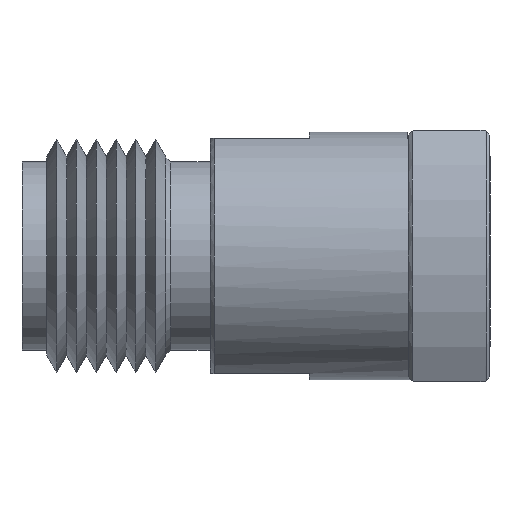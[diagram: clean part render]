
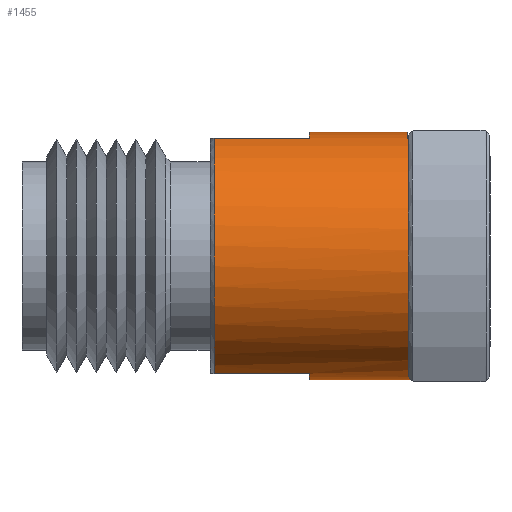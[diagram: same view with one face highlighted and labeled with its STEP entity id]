
A CAD part, front view. The second image highlights one B-rep face of the part: STEP entity #1455.
In plain terms, the highlighted cylindrical face has radius 2.5 mm (diameter 5 mm), a partial arc.
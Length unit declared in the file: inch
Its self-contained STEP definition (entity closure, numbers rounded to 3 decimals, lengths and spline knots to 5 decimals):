
#5 = CIRCLE ( 'NONE', #2591, 0.09843 ) ;
#31 = DIRECTION ( 'NONE',  ( -1., 0., 0. ) ) ;
#49 = EDGE_LOOP ( 'NONE', ( #626, #198, #1294, #63, #1591, #323, #2522, #1529, #1580, #2150, #1966 ) ) ;
#63 = ORIENTED_EDGE ( 'NONE', *, *, #1188, .T. ) ;
#165 = DIRECTION ( 'NONE',  ( 0., 0., 1. ) ) ;
#187 = FACE_OUTER_BOUND ( 'NONE', #49, .T. ) ;
#198 = ORIENTED_EDGE ( 'NONE', *, *, #1811, .T. ) ;
#233 = LINE ( 'NONE', #1042, #2182 ) ;
#236 = LINE ( 'NONE', #1627, #313 ) ;
#262 = CIRCLE ( 'NONE', #1958, 0.09843 ) ;
#281 = CARTESIAN_POINT ( 'NONE',  ( -0.13391, 0., 0. ) ) ;
#304 = VERTEX_POINT ( 'NONE', #421 ) ;
#313 = VECTOR ( 'NONE', #1616, 39.37008 ) ;
#317 = EDGE_CURVE ( 'NONE', #2353, #1325, #2044, .T. ) ;
#323 = ORIENTED_EDGE ( 'NONE', *, *, #950, .T. ) ;
#358 = CARTESIAN_POINT ( 'NONE',  ( -0.05517, -0.02143, -0.09606 ) ) ;
#405 = LINE ( 'NONE', #1027, #2306 ) ;
#415 = CARTESIAN_POINT ( 'NONE',  ( -0.13391, 0., 0. ) ) ;
#421 = CARTESIAN_POINT ( 'NONE',  ( -0.05617, 0., 0.09843 ) ) ;
#440 = VERTEX_POINT ( 'NONE', #2383 ) ;
#449 = DIRECTION ( 'NONE',  ( 0., 0., 1. ) ) ;
#459 = CARTESIAN_POINT ( 'NONE',  ( -0.2095, -0.03074, -0.0935 ) ) ;
#532 = EDGE_CURVE ( 'NONE', #304, #2406, #262, .T. ) ;
#558 = CARTESIAN_POINT ( 'NONE',  ( -0.67015, 0., 0. ) ) ;
#626 = ORIENTED_EDGE ( 'NONE', *, *, #797, .F. ) ;
#662 = DIRECTION ( 'NONE',  ( -1., 0., 0. ) ) ;
#733 = CARTESIAN_POINT ( 'NONE',  ( -0.13391, -0.03074, 0.0935 ) ) ;
#752 = CIRCLE ( 'NONE', #1382, 0.09843 ) ;
#775 = CARTESIAN_POINT ( 'NONE',  ( -0.0536, -0.01439, -0.09763 ) ) ;
#797 = EDGE_CURVE ( 'NONE', #1332, #2394, #233, .T. ) ;
#892 = EDGE_CURVE ( 'NONE', #2326, #1884, #948, .T. ) ;
#948 = LINE ( 'NONE', #1744, #2134 ) ;
#950 = EDGE_CURVE ( 'NONE', #304, #1783, #405, .T. ) ;
#1013 = EDGE_CURVE ( 'NONE', #2394, #2326, #2426, .T. ) ;
#1027 = CARTESIAN_POINT ( 'NONE',  ( -0.67015, 0., 0.09843 ) ) ;
#1042 = CARTESIAN_POINT ( 'NONE',  ( -0.67015, 0., -0.09843 ) ) ;
#1086 = DIRECTION ( 'NONE',  ( 1., 0., 0. ) ) ;
#1126 = EDGE_CURVE ( 'NONE', #2282, #1783, #5, .T. ) ;
#1137 =( BOUNDED_CURVE ( )  B_SPLINE_CURVE ( 3, ( #2579, #2593, #775, #358 ),
 .UNSPECIFIED., .F., .T. ) 
 B_SPLINE_CURVE_WITH_KNOTS ( ( 4, 4 ),
 ( 3.14159, 3.36112 ),
 .UNSPECIFIED. ) 
 CURVE ( )  GEOMETRIC_REPRESENTATION_ITEM ( )  RATIONAL_B_SPLINE_CURVE ( ( 1., 0.996, 0.996, 1. ) ) 
 REPRESENTATION_ITEM ( '' )  );
#1188 = EDGE_CURVE ( 'NONE', #1325, #2406, #1335, .T. ) ;
#1218 = CARTESIAN_POINT ( 'NONE',  ( -0.05517, 0., 0. ) ) ;
#1248 = DIRECTION ( 'NONE',  ( -1., 0., 0. ) ) ;
#1270 = CARTESIAN_POINT ( 'NONE',  ( -0.05517, -0.02143, -0.09606 ) ) ;
#1276 = AXIS2_PLACEMENT_3D ( 'NONE', #415, #1606, #165 ) ;
#1294 = ORIENTED_EDGE ( 'NONE', *, *, #317, .T. ) ;
#1325 = VERTEX_POINT ( 'NONE', #2123 ) ;
#1332 = VERTEX_POINT ( 'NONE', #2529 ) ;
#1335 = LINE ( 'NONE', #1348, #1956 ) ;
#1348 = CARTESIAN_POINT ( 'NONE',  ( -0.67015, -0.0295, 0.0939 ) ) ;
#1374 = DIRECTION ( 'NONE',  ( -1., 0., 0. ) ) ;
#1382 = AXIS2_PLACEMENT_3D ( 'NONE', #2075, #662, #2506 ) ;
#1437 = CARTESIAN_POINT ( 'NONE',  ( -0.13391, 0., -0.09843 ) ) ;
#1455 = ADVANCED_FACE ( 'NONE', ( #187 ), #2377, .T. ) ;
#1529 = ORIENTED_EDGE ( 'NONE', *, *, #1926, .F. ) ;
#1532 = DIRECTION ( 'NONE',  ( 0., 0., -1. ) ) ;
#1564 = DIRECTION ( 'NONE',  ( 0., 0., 1. ) ) ;
#1580 = ORIENTED_EDGE ( 'NONE', *, *, #2396, .F. ) ;
#1591 = ORIENTED_EDGE ( 'NONE', *, *, #532, .F. ) ;
#1606 = DIRECTION ( 'NONE',  ( -1., 0., 0. ) ) ;
#1616 = DIRECTION ( 'NONE',  ( 1., 0., 0. ) ) ;
#1627 = CARTESIAN_POINT ( 'NONE',  ( -0.67015, -0.03074, 0.0935 ) ) ;
#1635 = DIRECTION ( 'NONE',  ( 0., 0., 1. ) ) ;
#1744 = CARTESIAN_POINT ( 'NONE',  ( -0.67015, -0.03074, -0.0935 ) ) ;
#1783 = VERTEX_POINT ( 'NONE', #1986 ) ;
#1811 = EDGE_CURVE ( 'NONE', #1332, #2353, #1137, .T. ) ;
#1851 = CARTESIAN_POINT ( 'NONE',  ( -0.13391, -0.03074, -0.0935 ) ) ;
#1884 = VERTEX_POINT ( 'NONE', #459 ) ;
#1926 = EDGE_CURVE ( 'NONE', #440, #2282, #236, .T. ) ;
#1956 = VECTOR ( 'NONE', #2140, 39.37008 ) ;
#1958 = AXIS2_PLACEMENT_3D ( 'NONE', #2158, #1086, #1532 ) ;
#1966 = ORIENTED_EDGE ( 'NONE', *, *, #1013, .F. ) ;
#1986 = CARTESIAN_POINT ( 'NONE',  ( -0.13391, 0., 0.09843 ) ) ;
#2044 = CIRCLE ( 'NONE', #2299, 0.09843 ) ;
#2075 = CARTESIAN_POINT ( 'NONE',  ( -0.2095, 0., 0. ) ) ;
#2123 = CARTESIAN_POINT ( 'NONE',  ( -0.05517, -0.0295, 0.0939 ) ) ;
#2134 = VECTOR ( 'NONE', #2171, 39.37008 ) ;
#2140 = DIRECTION ( 'NONE',  ( -1., 0., 0. ) ) ;
#2150 = ORIENTED_EDGE ( 'NONE', *, *, #892, .F. ) ;
#2158 = CARTESIAN_POINT ( 'NONE',  ( -0.05617, 0., 0. ) ) ;
#2171 = DIRECTION ( 'NONE',  ( -1., 0., 0. ) ) ;
#2177 = AXIS2_PLACEMENT_3D ( 'NONE', #558, #2583, #1564 ) ;
#2182 = VECTOR ( 'NONE', #31, 39.37008 ) ;
#2277 = DIRECTION ( 'NONE',  ( -1., 0., 0. ) ) ;
#2282 = VERTEX_POINT ( 'NONE', #733 ) ;
#2284 = CARTESIAN_POINT ( 'NONE',  ( -0.05617, -0.0295, 0.0939 ) ) ;
#2299 = AXIS2_PLACEMENT_3D ( 'NONE', #1218, #2277, #449 ) ;
#2306 = VECTOR ( 'NONE', #1374, 39.37008 ) ;
#2326 = VERTEX_POINT ( 'NONE', #1851 ) ;
#2353 = VERTEX_POINT ( 'NONE', #1270 ) ;
#2377 = CYLINDRICAL_SURFACE ( 'NONE', #2177, 0.09843 ) ;
#2383 = CARTESIAN_POINT ( 'NONE',  ( -0.2095, -0.03074, 0.0935 ) ) ;
#2394 = VERTEX_POINT ( 'NONE', #1437 ) ;
#2396 = EDGE_CURVE ( 'NONE', #1884, #440, #752, .T. ) ;
#2406 = VERTEX_POINT ( 'NONE', #2284 ) ;
#2426 = CIRCLE ( 'NONE', #1276, 0.09843 ) ;
#2506 = DIRECTION ( 'NONE',  ( 0., 0., 1. ) ) ;
#2522 = ORIENTED_EDGE ( 'NONE', *, *, #1126, .F. ) ;
#2529 = CARTESIAN_POINT ( 'NONE',  ( -0.05281, 0., -0.09843 ) ) ;
#2579 = CARTESIAN_POINT ( 'NONE',  ( -0.05281, 0., -0.09843 ) ) ;
#2583 = DIRECTION ( 'NONE',  ( -1., 0., 0. ) ) ;
#2591 = AXIS2_PLACEMENT_3D ( 'NONE', #281, #1248, #1635 ) ;
#2593 = CARTESIAN_POINT ( 'NONE',  ( -0.05281, -0.00722, -0.09843 ) ) ;
